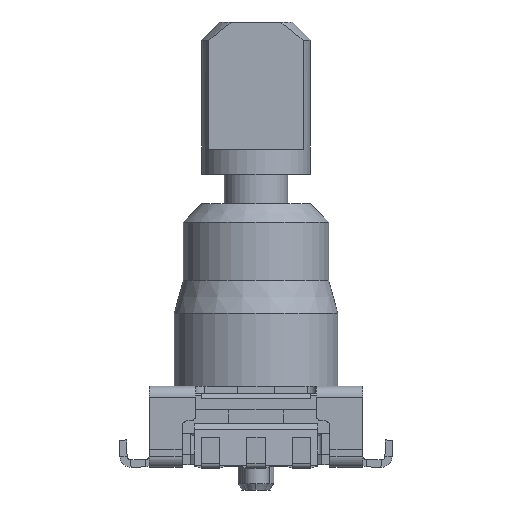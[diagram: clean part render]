
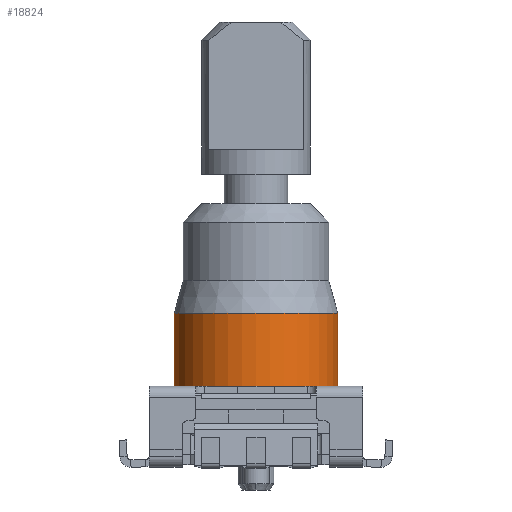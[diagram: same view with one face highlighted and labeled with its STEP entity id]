
A CAD part, front view. The second image highlights one B-rep face of the part: STEP entity #18824.
In plain terms, the highlighted cylindrical face has radius 4.487 mm (diameter 8.975 mm), a partial arc.
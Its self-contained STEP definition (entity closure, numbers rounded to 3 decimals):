
#2371 = DIRECTION ( 'NONE',  ( 1., 0., 0. ) ) ;
#2467 = DIRECTION ( 'NONE',  ( 0., 0., 1. ) ) ;
#2696 = CARTESIAN_POINT ( 'NONE',  ( 0., 0., 4.006 ) ) ;
#8055 = LINE ( 'NONE', #13708, #8056 ) ;
#8056 = VECTOR ( 'NONE', #13709, 1000. ) ;
#8079 = LINE ( 'NONE', #13736, #8080 ) ;
#8080 = VECTOR ( 'NONE', #13737, 1000. ) ;
#9744 = CARTESIAN_POINT ( 'NONE',  ( 0., 0., -5.3 ) ) ;
#9750 = DIRECTION ( 'NONE',  ( 0., 0., 1. ) ) ;
#9903 = DIRECTION ( 'NONE',  ( 1., 0., 0. ) ) ;
#9904 = DIRECTION ( 'NONE',  ( 0., 0., 1. ) ) ;
#9950 = CARTESIAN_POINT ( 'NONE',  ( 0., 0., -1.3 ) ) ;
#9951 = DIRECTION ( 'NONE',  ( 1., 0., 0. ) ) ;
#11115 = AXIS2_PLACEMENT_3D ( 'NONE', #9950, #9904, #9903 ) ;
#11190 = AXIS2_PLACEMENT_3D ( 'NONE', #9744, #9750, #9951 ) ;
#13708 = CARTESIAN_POINT ( 'NONE',  ( -4.487, 0., 4.006 ) ) ;
#13709 = DIRECTION ( 'NONE',  ( 0., 0., 1. ) ) ;
#13736 = CARTESIAN_POINT ( 'NONE',  ( 4.487, 0., 4.006 ) ) ;
#13737 = DIRECTION ( 'NONE',  ( 0., 0., 1. ) ) ;
#13917 = CARTESIAN_POINT ( 'NONE',  ( -4.487, 0., -5.3 ) ) ;
#13922 = CARTESIAN_POINT ( 'NONE',  ( 4.487, 0., -1.3 ) ) ;
#13925 = CARTESIAN_POINT ( 'NONE',  ( 4.487, 0., -5.3 ) ) ;
#14003 = CARTESIAN_POINT ( 'NONE',  ( -4.487, 0., -1.3 ) ) ;
#15664 = EDGE_CURVE ( 'NONE', #30385, #30393, #26582, .T. ) ;
#15670 = EDGE_CURVE ( 'NONE', #30471, #30390, #26593, .T. ) ;
#18824 = ADVANCED_FACE ( 'NONE', ( #28585 ), #28569, .T. ) ;
#20979 = EDGE_LOOP ( 'NONE', ( #30750, #30681, #30797, #30923 ) ) ;
#23092 = AXIS2_PLACEMENT_3D ( 'NONE', #2696, #2467, #2371 ) ;
#26582 = CIRCLE ( 'NONE', #11190, 4.487 ) ;
#26593 = CIRCLE ( 'NONE', #11115, 4.487 ) ;
#27621 = EDGE_CURVE ( 'NONE', #30385, #30471, #8055, .T. ) ;
#27634 = EDGE_CURVE ( 'NONE', #30393, #30390, #8079, .T. ) ;
#28569 = CYLINDRICAL_SURFACE ( 'NONE', #23092, 4.487 ) ;
#28585 = FACE_OUTER_BOUND ( 'NONE', #20979, .T. ) ;
#30385 = VERTEX_POINT ( 'NONE', #13917 ) ;
#30390 = VERTEX_POINT ( 'NONE', #13922 ) ;
#30393 = VERTEX_POINT ( 'NONE', #13925 ) ;
#30471 = VERTEX_POINT ( 'NONE', #14003 ) ;
#30681 = ORIENTED_EDGE ( 'NONE', *, *, #15664, .T. ) ;
#30750 = ORIENTED_EDGE ( 'NONE', *, *, #27621, .F. ) ;
#30797 = ORIENTED_EDGE ( 'NONE', *, *, #27634, .T. ) ;
#30923 = ORIENTED_EDGE ( 'NONE', *, *, #15670, .F. ) ;
